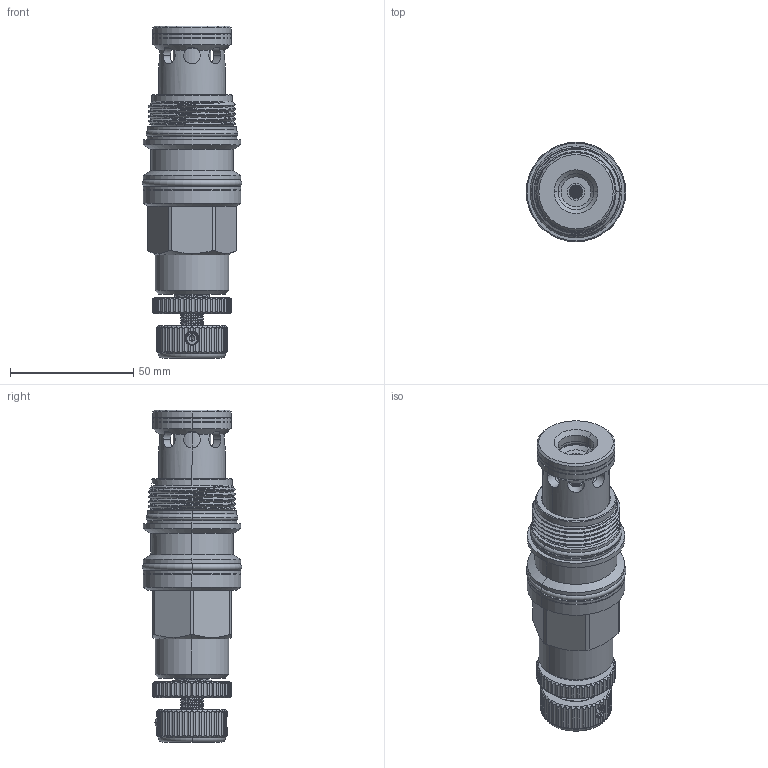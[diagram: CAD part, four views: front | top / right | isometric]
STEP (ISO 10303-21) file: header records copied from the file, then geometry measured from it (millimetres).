
FILE_DESCRIPTION (( 'STEP AP203' ), '1' );
FILE_NAME ('SP17A3G-K.STEP', '2020-03-27T02:38:57', ( '' ), ( '' ), 'SwSTEP 2.0', 'SolidWorks 2018', '' );
FILE_SCHEMA (( 'CONFIG_CONTROL_DESIGN' ));
Products named in the file (1): SP17A3G-K
Bounding box: 40.39 x 40.39 x 134.75 mm (x, y, z)
Volume: 101533.1 mm3; surface area: 29391 mm2
Topology: 12 solids, 12 shells, 1338 faces, 3774 edges, 2413 vertices
Faces by surface type: cylinder 845, plane 227, cone 114, torus 80, bspline 60, sphere 12
Entity records: 100274 total; most frequent: CARTESIAN_POINT 68090, ORIENTED_EDGE 7484, DIRECTION 5409, EDGE_CURVE 3742, VERTEX_POINT 2407, AXIS2_PLACEMENT_3D 2056, EDGE_LOOP 1747, B_SPLINE_CURVE_WITH_KNOTS 1485
